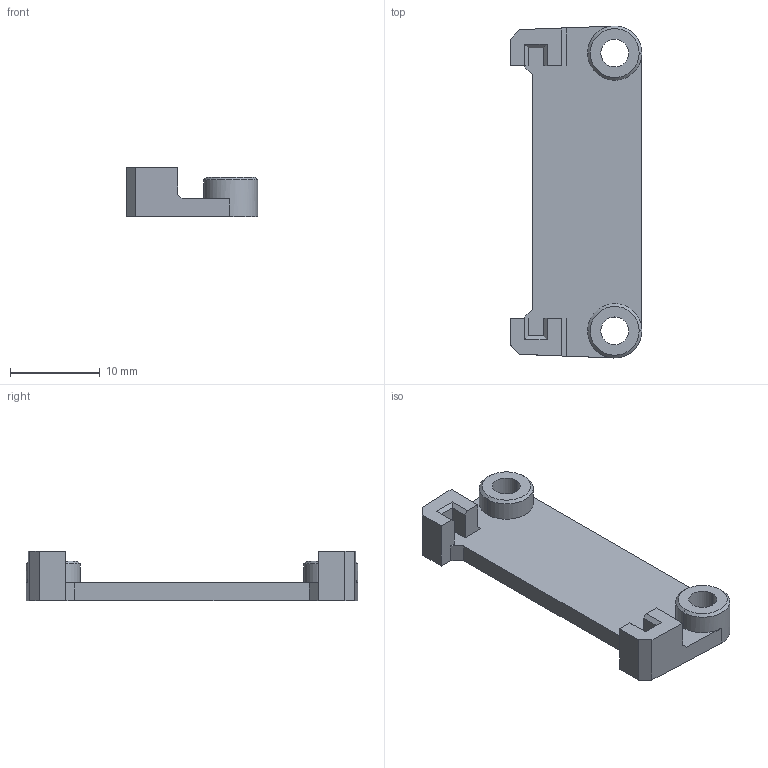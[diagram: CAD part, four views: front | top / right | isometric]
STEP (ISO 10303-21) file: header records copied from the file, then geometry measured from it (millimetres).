
FILE_DESCRIPTION (( 'STEP AP203' ), '1' );
FILE_NAME ('LGX_Rear_PCB_Support.STEP', '2022-09-01T09:34:00', ( '' ), ( '' ), 'SwSTEP 2.0', 'SolidWorks 2022', '' );
FILE_SCHEMA (( 'CONFIG_CONTROL_DESIGN' ));
Length unit declared in the file: millimetre
Products named in the file (1): LGX_Rear_PCB_Support
Bounding box: 14.7 x 37.05 x 5.5 mm (x, y, z)
Volume: 1136.9 mm3; surface area: 1432.3 mm2
Topology: 1 solids, 1 shells, 48 faces, 128 edges, 82 vertices
Faces by surface type: plane 36, cylinder 8, cone 4
Entity records: 1559 total; most frequent: CARTESIAN_POINT 259, ORIENTED_EDGE 256, DIRECTION 248, EDGE_CURVE 128, LINE 106, VECTOR 106, VERTEX_POINT 82, AXIS2_PLACEMENT_3D 71
